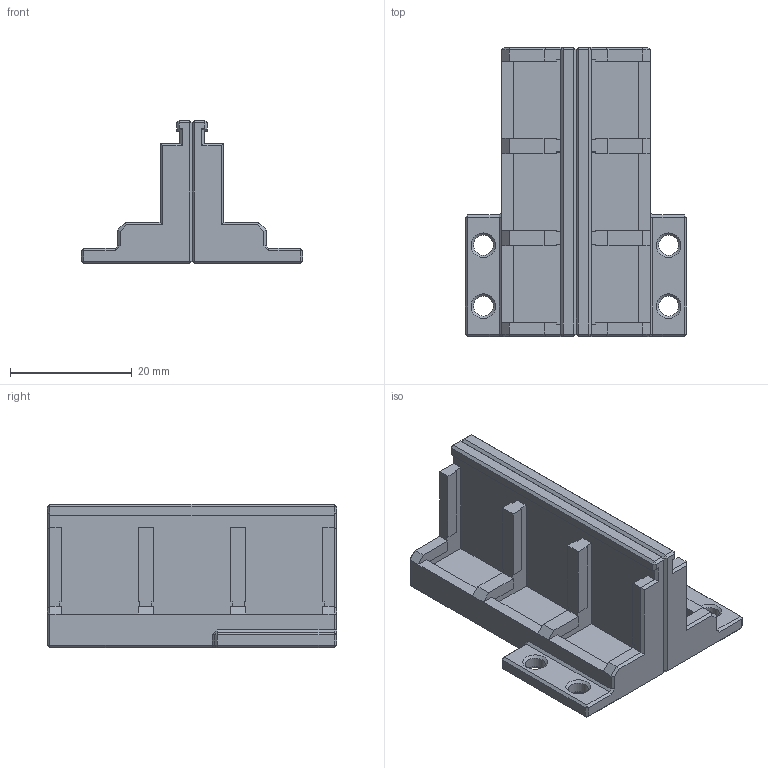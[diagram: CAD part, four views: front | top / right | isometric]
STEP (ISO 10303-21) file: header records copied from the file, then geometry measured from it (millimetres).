
FILE_DESCRIPTION(/* description */ ('STEP AP242','CAx-IF Rec.Pracs.---Representation and Presentation of Product Manufacturing Information (PMI)---4.0---2014-10-13','CAx-IF Rec.Pracs.---3D Tessellated Geometry---0.4---2014-09-14','2;1'),/* implementation_level */ '2;1');
FILE_NAME(/* name */ '621a01b9f5b8f526a18cea62',/* time_stamp */ '2022-02-26T10:32:26+00:00',/* author */ (''),/* organization */ (''),/* preprocessor_version */ 'ST-DEVELOPER v18.101',/* originating_system */ ' ',/* authorisation */ ' ');
FILE_SCHEMA (('AP242_MANAGED_MODEL_BASED_3D_ENGINEERING_MIM_LF { 1 0 10303 442 1 1 4 }'));
Length unit declared in the file: metre
Products named in the file (2): Left; Right
Bounding box: 36.4 x 47.45 x 23.5 mm (x, y, z)
Volume: 9670.6 mm3; surface area: 9311.1 mm2
Topology: 2 solids, 2 shells, 284 faces, 702 edges, 426 vertices
Faces by surface type: plane 260, cone 16, cylinder 8
Full cylindrical faces by diameter (mm): 3.25 x4, 6.5 x4
Entity records: 7853 total; most frequent: CARTESIAN_POINT 1350, ORIENTED_EDGE 1316, DIRECTION 1262, EDGE_CURVE 658, LINE 626, VECTOR 626, VERTEX_POINT 406, EDGE_LOOP 320
